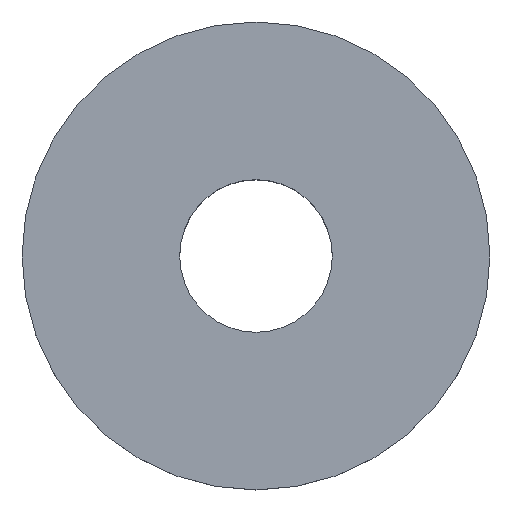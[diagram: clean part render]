
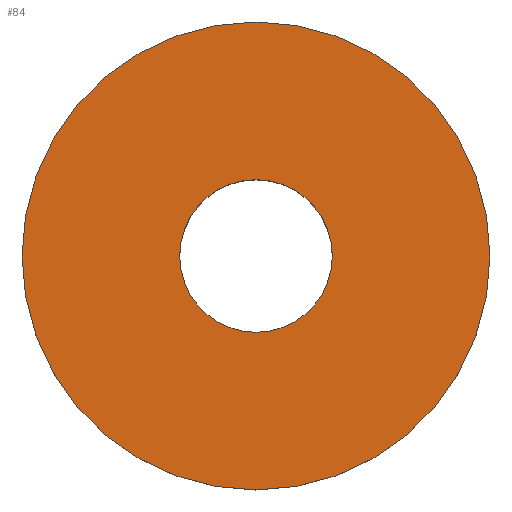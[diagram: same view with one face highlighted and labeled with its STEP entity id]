
A CAD part, top view. The second image highlights one B-rep face of the part: STEP entity #84.
In plain terms, the highlighted planar face has unit normal (0, 0, 1).
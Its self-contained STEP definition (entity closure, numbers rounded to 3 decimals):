
#24=FACE_BOUND('',#34,.T.);
#27=FACE_OUTER_BOUND('',#33,.T.);
#33=EDGE_LOOP('',(#63));
#34=EDGE_LOOP('',(#64));
#42=CIRCLE('',#111,4.6);
#43=CIRCLE('',#112,1.5);
#48=VERTEX_POINT('',#153);
#49=VERTEX_POINT('',#155);
#54=EDGE_CURVE('',#48,#48,#42,.T.);
#55=EDGE_CURVE('',#49,#49,#43,.T.);
#63=ORIENTED_EDGE('',*,*,#54,.F.);
#64=ORIENTED_EDGE('',*,*,#55,.T.);
#81=PLANE('',#110);
#84=ADVANCED_FACE('',(#27,#24),#81,.T.);
#110=AXIS2_PLACEMENT_3D('',#152,#124,#125);
#111=AXIS2_PLACEMENT_3D('',#154,#126,#127);
#112=AXIS2_PLACEMENT_3D('',#156,#128,#129);
#124=DIRECTION('center_axis',(0.,0.,1.));
#125=DIRECTION('ref_axis',(1.,0.,0.));
#126=DIRECTION('center_axis',(0.,0.,-1.));
#127=DIRECTION('ref_axis',(1.,0.,0.));
#128=DIRECTION('center_axis',(0.,0.,-1.));
#129=DIRECTION('ref_axis',(1.,0.,0.));
#152=CARTESIAN_POINT('Origin',(-19.777,0.,53.242));
#153=CARTESIAN_POINT('',(-10.577,0.,53.242));
#154=CARTESIAN_POINT('Origin',(-15.177,0.,53.242));
#155=CARTESIAN_POINT('',(-13.677,0.,53.242));
#156=CARTESIAN_POINT('Origin',(-15.177,0.,53.242));
